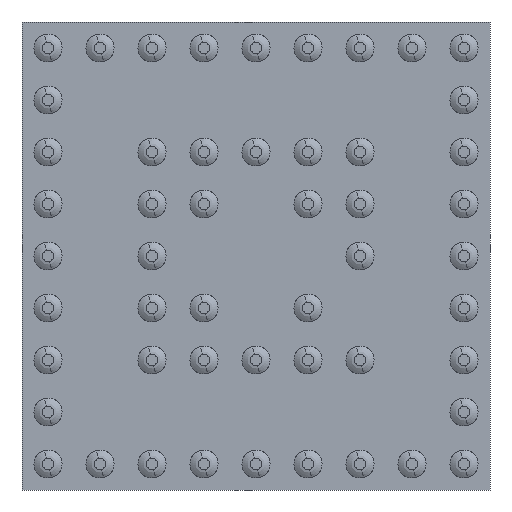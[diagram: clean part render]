
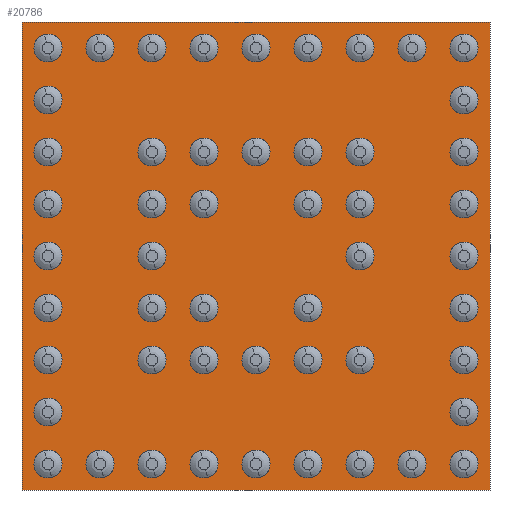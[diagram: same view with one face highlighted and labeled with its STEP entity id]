
A CAD part, front view. The second image highlights one B-rep face of the part: STEP entity #20786.
In plain terms, the highlighted planar face has unit normal (0, -1, 0).
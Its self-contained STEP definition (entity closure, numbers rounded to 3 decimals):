
#204 = VECTOR ( 'NONE', #19439, 1000. ) ;
#634 = VECTOR ( 'NONE', #12938, 1000. ) ;
#1396 = CARTESIAN_POINT ( 'NONE',  ( 2.817, -1., -2.561 ) ) ;
#1923 = EDGE_CURVE ( 'NONE', #26614, #7866, #8887, .T. ) ;
#1924 = CIRCLE ( 'NONE', #12089, 0.025 ) ;
#2248 = CARTESIAN_POINT ( 'NONE',  ( 2.817, -1., 1.939 ) ) ;
#3616 = DIRECTION ( 'NONE',  ( 0., 0., 1. ) ) ;
#3657 = CARTESIAN_POINT ( 'NONE',  ( 2.567, -1., 1.664 ) ) ;
#3747 = PLANE ( 'NONE',  #4286 ) ;
#4286 = AXIS2_PLACEMENT_3D ( 'NONE', #16343, #7684, #27382 ) ;
#4699 = ORIENTED_EDGE ( 'NONE', *, *, #1923, .T. ) ;
#5596 = ORIENTED_EDGE ( 'NONE', *, *, #13052, .T. ) ;
#6283 = EDGE_CURVE ( 'NONE', #8151, #24328, #20423, .T. ) ;
#6632 = DIRECTION ( 'NONE',  ( 0., -1., 0. ) ) ;
#7684 = DIRECTION ( 'NONE',  ( 0., 1., 0. ) ) ;
#7748 = ORIENTED_EDGE ( 'NONE', *, *, #9254, .T. ) ;
#7866 = VERTEX_POINT ( 'NONE', #1396 ) ;
#8151 = VERTEX_POINT ( 'NONE', #2248 ) ;
#8535 = ORIENTED_EDGE ( 'NONE', *, *, #26820, .F. ) ;
#8856 = ORIENTED_EDGE ( 'NONE', *, *, #6283, .T. ) ;
#8865 = LINE ( 'NONE', #11424, #10476 ) ;
#8887 = LINE ( 'NONE', #19730, #204 ) ;
#9015 = CARTESIAN_POINT ( 'NONE',  ( 2.567, -1., 1.689 ) ) ;
#9254 = EDGE_CURVE ( 'NONE', #24328, #26614, #8865, .T. ) ;
#10476 = VECTOR ( 'NONE', #13609, 1000. ) ;
#10878 = VERTEX_POINT ( 'NONE', #3657 ) ;
#11424 = CARTESIAN_POINT ( 'NONE',  ( -1.683, -1., -2.561 ) ) ;
#11436 = VERTEX_POINT ( 'NONE', #13073 ) ;
#11542 = CARTESIAN_POINT ( 'NONE',  ( -1.683, -1., -2.561 ) ) ;
#12089 = AXIS2_PLACEMENT_3D ( 'NONE', #17358, #6632, #19784 ) ;
#12938 = DIRECTION ( 'NONE',  ( -1., 0., 0. ) ) ;
#13052 = EDGE_CURVE ( 'NONE', #7866, #8151, #20794, .T. ) ;
#13073 = CARTESIAN_POINT ( 'NONE',  ( 2.567, -1., 1.714 ) ) ;
#13516 = DIRECTION ( 'NONE',  ( 0., 0., -1. ) ) ;
#13609 = DIRECTION ( 'NONE',  ( 0., 0., -1. ) ) ;
#14711 = VECTOR ( 'NONE', #3616, 1000. ) ;
#15694 = DIRECTION ( 'NONE',  ( 0., -1., 0. ) ) ;
#16343 = CARTESIAN_POINT ( 'NONE',  ( -1.683, -1., 1.939 ) ) ;
#16408 = EDGE_CURVE ( 'NONE', #10878, #11436, #20501, .T. ) ;
#17358 = CARTESIAN_POINT ( 'NONE',  ( 2.567, -1., 1.689 ) ) ;
#19280 = FACE_OUTER_BOUND ( 'NONE', #27031, .T. ) ;
#19426 = CARTESIAN_POINT ( 'NONE',  ( -1.683, -1., 1.939 ) ) ;
#19439 = DIRECTION ( 'NONE',  ( 1., 0., 0. ) ) ;
#19730 = CARTESIAN_POINT ( 'NONE',  ( -1.683, -1., -2.561 ) ) ;
#19784 = DIRECTION ( 'NONE',  ( 0., 0., -1. ) ) ;
#19870 = ORIENTED_EDGE ( 'NONE', *, *, #16408, .F. ) ;
#20423 = LINE ( 'NONE', #25844, #634 ) ;
#20501 = CIRCLE ( 'NONE', #26492, 0.025 ) ;
#20786 = ADVANCED_FACE ( 'NONE', ( #24965, #19280 ), #3747, .F. ) ;
#20794 = LINE ( 'NONE', #27138, #14711 ) ;
#24328 = VERTEX_POINT ( 'NONE', #19426 ) ;
#24965 = FACE_BOUND ( 'NONE', #27260, .T. ) ;
#25844 = CARTESIAN_POINT ( 'NONE',  ( -1.683, -1., 1.939 ) ) ;
#26492 = AXIS2_PLACEMENT_3D ( 'NONE', #9015, #15694, #13516 ) ;
#26614 = VERTEX_POINT ( 'NONE', #11542 ) ;
#26820 = EDGE_CURVE ( 'NONE', #11436, #10878, #1924, .T. ) ;
#27031 = EDGE_LOOP ( 'NONE', ( #7748, #4699, #5596, #8856 ) ) ;
#27138 = CARTESIAN_POINT ( 'NONE',  ( 2.817, -1., -2.561 ) ) ;
#27260 = EDGE_LOOP ( 'NONE', ( #19870, #8535 ) ) ;
#27382 = DIRECTION ( 'NONE',  ( 0., 0., 1. ) ) ;
